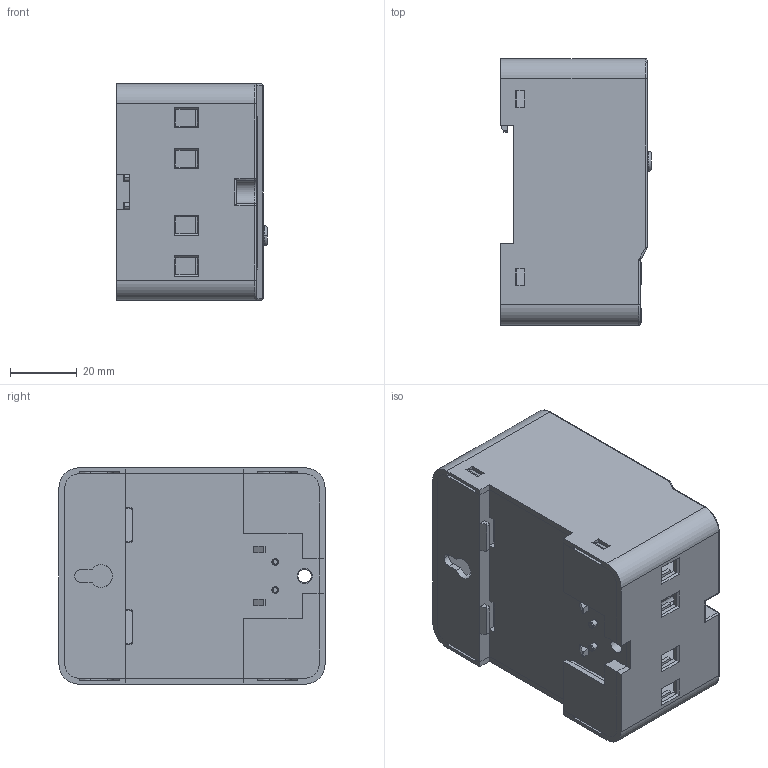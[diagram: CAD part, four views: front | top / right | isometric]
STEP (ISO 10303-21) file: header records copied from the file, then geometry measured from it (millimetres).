
FILE_DESCRIPTION (( 'STEP AP214' ), '1' );
FILE_NAME ('KGWIFI-BLE.STEP', '2025-03-13T07:01:39', ( '' ), ( 'Microsoft' ), 'SwSTEP 2.0', 'SolidWorks 2014', '' );
FILE_SCHEMA (( 'AUTOMOTIVE_DESIGN' ));
Length unit declared in the file: millimetre
Products named in the file (5): 菁啣1; 偌瑩; 盄繚啣1; 俋褲1sldprt; KGWIFI-BLE
Assembly tree (4 placements, depth 2):
  KGWIFI-BLE
    俋褲1sldprt
    盄繚啣1
    偌瑩
    菁啣1
Bounding box: 45.3 x 80 x 65 mm (x, y, z)
Volume: 48319 mm3; surface area: 62411.5 mm2
Topology: 4 solids, 4 shells, 879 faces, 2367 edges, 1535 vertices
Faces by surface type: plane 554, cylinder 217, bspline 82, cone 16, torus 10
Entity records: 29666 total; most frequent: CARTESIAN_POINT 7534, ORIENTED_EDGE 4724, DIRECTION 4312, EDGE_CURVE 2362, VECTOR 1730, LINE 1730, VERTEX_POINT 1535, AXIS2_PLACEMENT_3D 1291
